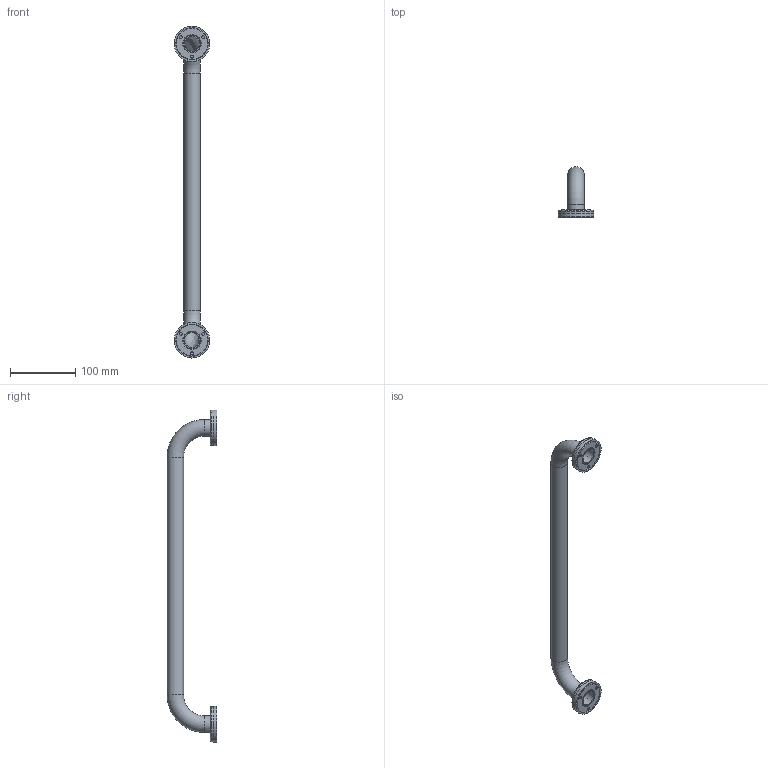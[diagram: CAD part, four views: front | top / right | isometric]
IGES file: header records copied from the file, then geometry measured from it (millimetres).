
Global section: file name: No Iges File Name specified; native system: Autodesk Inventor 2012; preprocessor: AutoDesk Inventor Iges Exporter R2012; author: sbajwa; date: 20130114.102208; units: millimetre
Bounding box: 54.62 x 76.7 x 510.62 mm (x, y, z)
Volume: 75395.7 mm3; surface area: 105020.9 mm2
Topology: 5 solids, 5 shells, 64 faces, 128 edges, 76 vertices
Faces by surface type: revolution 29, plane 12, cone 10, cylinder 9, torus 4
Full cylindrical faces by diameter (mm): 25.4 x3, 31.75 x2, 49 x2, 54.62 x2
